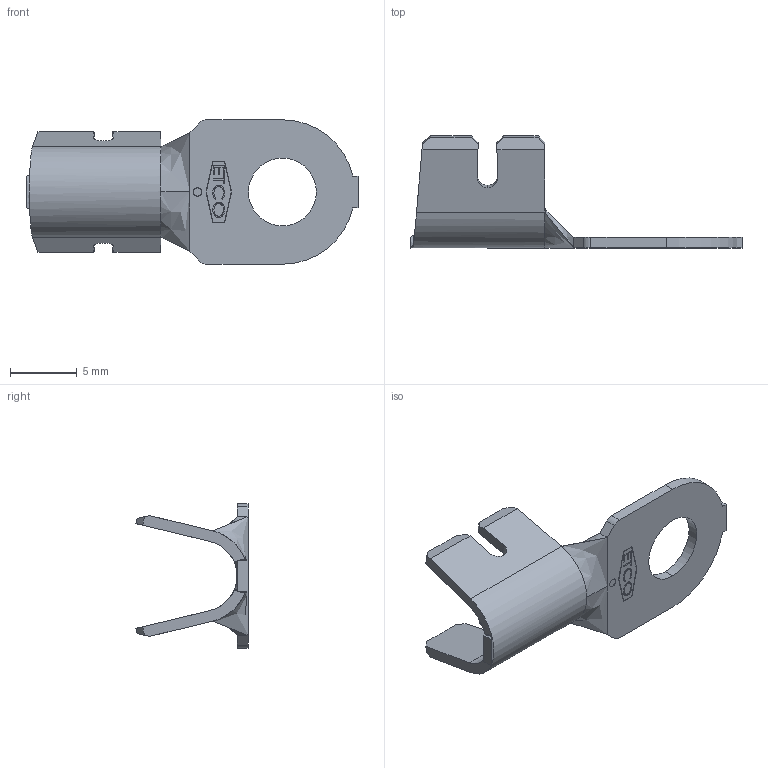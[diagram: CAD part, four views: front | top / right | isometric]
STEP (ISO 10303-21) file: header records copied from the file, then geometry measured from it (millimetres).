
FILE_DESCRIPTION (( 'STEP AP203' ), '1' );
FILE_NAME ('02946.STEP', '2015-02-17T14:18:20', ( '' ), ( '' ), 'SwSTEP 2.0', 'SolidWorks 2014', '' );
FILE_SCHEMA (( 'CONFIG_CONTROL_DESIGN' ));
Length unit declared in the file: inch
Products named in the file (1): 02946
Bounding box: 24.83 x 8.38 x 10.79 mm (x, y, z)
Volume: 234.8 mm3; surface area: 678.3 mm2
Topology: 1 solids, 1 shells, 124 faces, 334 edges, 220 vertices
Faces by surface type: plane 80, bspline 31, cylinder 13
Entity records: 5607 total; most frequent: CARTESIAN_POINT 2612, ORIENTED_EDGE 668, DIRECTION 488, EDGE_CURVE 334, VECTOR 248, LINE 248, VERTEX_POINT 220, EDGE_LOOP 134
